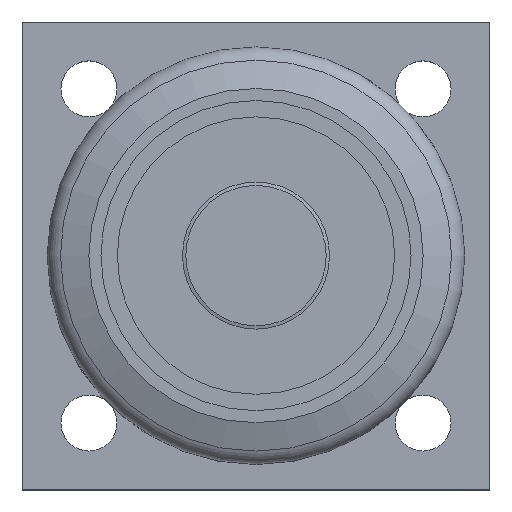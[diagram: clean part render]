
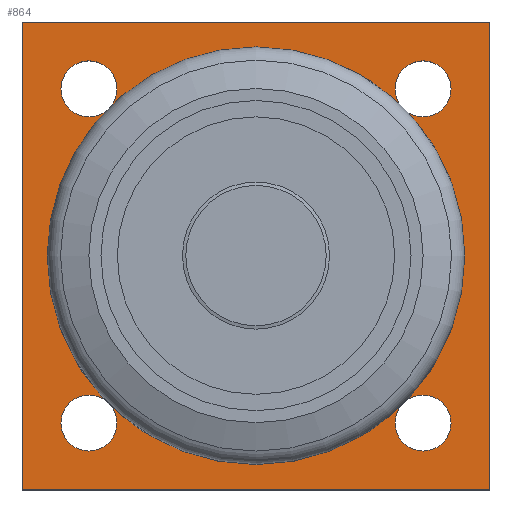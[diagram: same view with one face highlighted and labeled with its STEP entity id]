
A CAD part, top view. The second image highlights one B-rep face of the part: STEP entity #864.
In plain terms, the highlighted planar face has unit normal (0, 0, 1).
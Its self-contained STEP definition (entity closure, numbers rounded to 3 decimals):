
#47=FACE_BOUND('',#203,.T.);
#48=FACE_BOUND('',#204,.T.);
#49=FACE_BOUND('',#205,.T.);
#50=FACE_BOUND('',#206,.T.);
#61=CIRCLE('',#942,4.188);
#62=CIRCLE('',#943,4.188);
#63=CIRCLE('',#944,4.188);
#64=CIRCLE('',#945,4.188);
#65=CIRCLE('',#946,4.188);
#66=CIRCLE('',#947,4.188);
#67=CIRCLE('',#948,4.188);
#68=CIRCLE('',#949,4.188);
#151=FACE_OUTER_BOUND('',#202,.T.);
#202=EDGE_LOOP('',(#540,#541,#542,#543));
#203=EDGE_LOOP('',(#544,#545));
#204=EDGE_LOOP('',(#546,#547));
#205=EDGE_LOOP('',(#548,#549));
#206=EDGE_LOOP('',(#550,#551));
#267=LINE('',#1398,#298);
#268=LINE('',#1400,#299);
#269=LINE('',#1402,#300);
#270=LINE('',#1403,#301);
#298=VECTOR('',#1085,10.);
#299=VECTOR('',#1086,10.);
#300=VECTOR('',#1087,10.);
#301=VECTOR('',#1088,10.);
#329=VERTEX_POINT('',#1396);
#330=VERTEX_POINT('',#1397);
#331=VERTEX_POINT('',#1399);
#332=VERTEX_POINT('',#1401);
#333=VERTEX_POINT('',#1404);
#334=VERTEX_POINT('',#1405);
#335=VERTEX_POINT('',#1408);
#336=VERTEX_POINT('',#1409);
#337=VERTEX_POINT('',#1412);
#338=VERTEX_POINT('',#1413);
#339=VERTEX_POINT('',#1416);
#340=VERTEX_POINT('',#1417);
#419=EDGE_CURVE('',#329,#330,#267,.T.);
#420=EDGE_CURVE('',#331,#329,#268,.T.);
#421=EDGE_CURVE('',#332,#331,#269,.T.);
#422=EDGE_CURVE('',#330,#332,#270,.T.);
#423=EDGE_CURVE('',#333,#334,#61,.T.);
#424=EDGE_CURVE('',#334,#333,#62,.T.);
#425=EDGE_CURVE('',#335,#336,#63,.T.);
#426=EDGE_CURVE('',#336,#335,#64,.T.);
#427=EDGE_CURVE('',#337,#338,#65,.T.);
#428=EDGE_CURVE('',#338,#337,#66,.T.);
#429=EDGE_CURVE('',#339,#340,#67,.T.);
#430=EDGE_CURVE('',#340,#339,#68,.T.);
#540=ORIENTED_EDGE('',*,*,#419,.F.);
#541=ORIENTED_EDGE('',*,*,#420,.F.);
#542=ORIENTED_EDGE('',*,*,#421,.F.);
#543=ORIENTED_EDGE('',*,*,#422,.F.);
#544=ORIENTED_EDGE('',*,*,#423,.T.);
#545=ORIENTED_EDGE('',*,*,#424,.T.);
#546=ORIENTED_EDGE('',*,*,#425,.T.);
#547=ORIENTED_EDGE('',*,*,#426,.T.);
#548=ORIENTED_EDGE('',*,*,#427,.T.);
#549=ORIENTED_EDGE('',*,*,#428,.T.);
#550=ORIENTED_EDGE('',*,*,#429,.T.);
#551=ORIENTED_EDGE('',*,*,#430,.T.);
#782=PLANE('',#941);
#864=ADVANCED_FACE('',(#151,#47,#48,#49,#50),#782,.T.);
#941=AXIS2_PLACEMENT_3D('',#1395,#1083,#1084);
#942=AXIS2_PLACEMENT_3D('',#1406,#1089,#1090);
#943=AXIS2_PLACEMENT_3D('',#1407,#1091,#1092);
#944=AXIS2_PLACEMENT_3D('',#1410,#1093,#1094);
#945=AXIS2_PLACEMENT_3D('',#1411,#1095,#1096);
#946=AXIS2_PLACEMENT_3D('',#1414,#1097,#1098);
#947=AXIS2_PLACEMENT_3D('',#1415,#1099,#1100);
#948=AXIS2_PLACEMENT_3D('',#1418,#1101,#1102);
#949=AXIS2_PLACEMENT_3D('',#1419,#1103,#1104);
#1083=DIRECTION('center_axis',(0.,0.,1.));
#1084=DIRECTION('ref_axis',(1.,0.,0.));
#1085=DIRECTION('',(0.,1.,0.));
#1086=DIRECTION('',(-1.,0.,0.));
#1087=DIRECTION('',(0.,-1.,0.));
#1088=DIRECTION('',(1.,0.,0.));
#1089=DIRECTION('center_axis',(0.,0.,-1.));
#1090=DIRECTION('ref_axis',(1.,0.,0.));
#1091=DIRECTION('center_axis',(0.,0.,-1.));
#1092=DIRECTION('ref_axis',(1.,0.,0.));
#1093=DIRECTION('center_axis',(0.,0.,-1.));
#1094=DIRECTION('ref_axis',(1.,0.,0.));
#1095=DIRECTION('center_axis',(0.,0.,-1.));
#1096=DIRECTION('ref_axis',(1.,0.,0.));
#1097=DIRECTION('center_axis',(0.,0.,-1.));
#1098=DIRECTION('ref_axis',(1.,0.,0.));
#1099=DIRECTION('center_axis',(0.,0.,-1.));
#1100=DIRECTION('ref_axis',(1.,0.,0.));
#1101=DIRECTION('center_axis',(0.,0.,-1.));
#1102=DIRECTION('ref_axis',(1.,0.,0.));
#1103=DIRECTION('center_axis',(0.,0.,-1.));
#1104=DIRECTION('ref_axis',(1.,0.,0.));
#1395=CARTESIAN_POINT('Origin',(35.,35.,12.));
#1396=CARTESIAN_POINT('',(0.,0.,12.));
#1397=CARTESIAN_POINT('',(0.,70.,12.));
#1398=CARTESIAN_POINT('',(0.,70.,12.));
#1399=CARTESIAN_POINT('',(70.,0.,12.));
#1400=CARTESIAN_POINT('',(0.,0.,12.));
#1401=CARTESIAN_POINT('',(70.,70.,12.));
#1402=CARTESIAN_POINT('',(70.,0.,12.));
#1403=CARTESIAN_POINT('',(70.,70.,12.));
#1404=CARTESIAN_POINT('',(14.188,60.,12.));
#1405=CARTESIAN_POINT('',(5.812,60.,12.));
#1406=CARTESIAN_POINT('Origin',(10.,60.,12.));
#1407=CARTESIAN_POINT('Origin',(10.,60.,12.));
#1408=CARTESIAN_POINT('',(64.188,60.,12.));
#1409=CARTESIAN_POINT('',(55.812,60.,12.));
#1410=CARTESIAN_POINT('Origin',(60.,60.,12.));
#1411=CARTESIAN_POINT('Origin',(60.,60.,12.));
#1412=CARTESIAN_POINT('',(64.188,10.,12.));
#1413=CARTESIAN_POINT('',(55.812,10.,12.));
#1414=CARTESIAN_POINT('Origin',(60.,10.,12.));
#1415=CARTESIAN_POINT('Origin',(60.,10.,12.));
#1416=CARTESIAN_POINT('',(14.188,10.,12.));
#1417=CARTESIAN_POINT('',(5.812,10.,12.));
#1418=CARTESIAN_POINT('Origin',(10.,10.,12.));
#1419=CARTESIAN_POINT('Origin',(10.,10.,12.));
